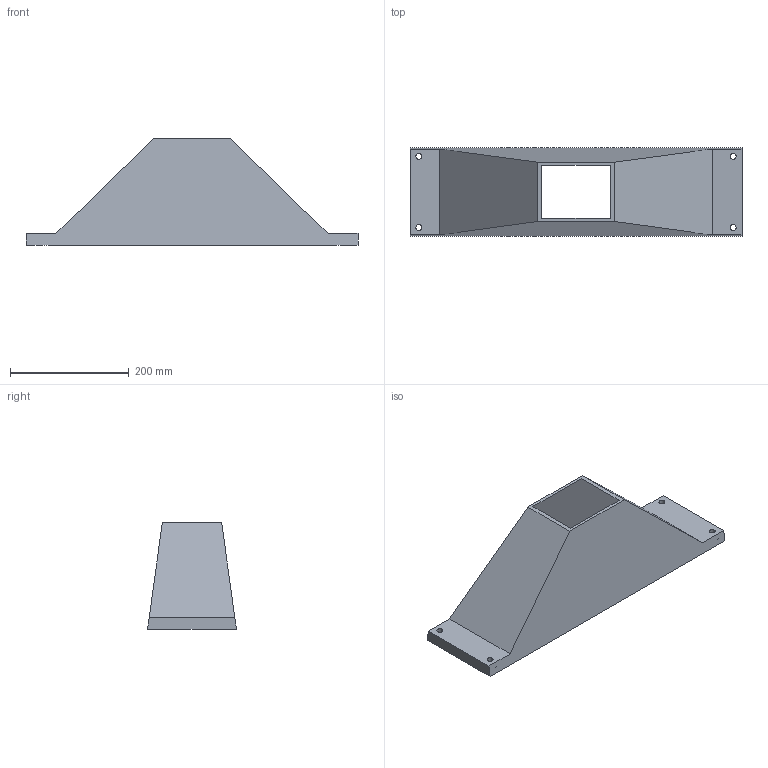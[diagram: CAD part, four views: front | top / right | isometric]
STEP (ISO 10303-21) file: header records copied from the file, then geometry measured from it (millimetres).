
FILE_DESCRIPTION( ('This file contains a STEP AP42 implementation' ,'as created by ZW3D STEP Interface translator.' ,'') ,'2;1' );
FILE_NAME( '集肉斗.ipt.stp' ,'251027.114726', (''), ('ZWCAD Software Co.'), 'Version 1.0', 'ZW3D to STEP translator', '' );
FILE_SCHEMA(('AUTOMOTIVE_DESIGN { 1 0 10303 214 1 1 1 1 }'));
Length unit declared in the file: millimetre
Products named in the file (1): 0
Bounding box: 560 x 150 x 180 mm (x, y, z)
Volume: 1083064.9 mm3; surface area: 385340.5 mm2
Topology: 1 solids, 1 shells, 26 faces, 76 edges, 56 vertices
Faces by surface type: plane 18, cylinder 8
Full cylindrical faces by diameter (mm): 10 x4, 25 x4
Entity records: 966 total; most frequent: DIRECTION 162, CARTESIAN_POINT 159, ORIENTED_EDGE 152, EDGE_CURVE 76, AXIS2_PLACEMENT_3D 59, VERTEX_POINT 56, VECTOR 44, LINE 44
